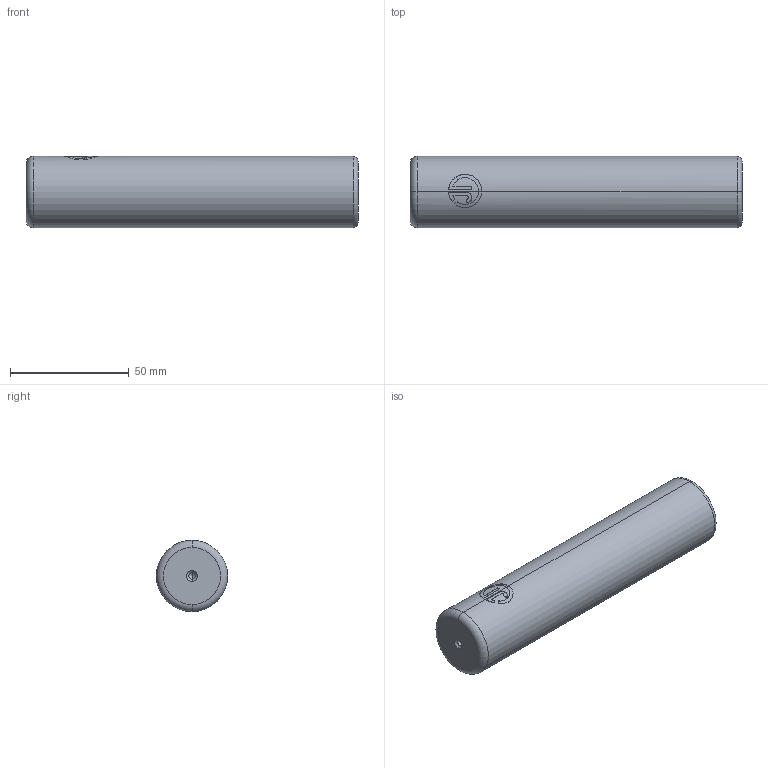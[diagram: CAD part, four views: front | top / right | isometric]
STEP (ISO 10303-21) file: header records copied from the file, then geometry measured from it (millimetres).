
FILE_DESCRIPTION (( 'STEP AP214' ), '1' );
FILE_NAME ('582QM-D30-L140.step', '2021-11-04T03:07:08', ( 'User' ), ( 'china' ), 'SwSTEP 2.0', 'SolidWorks 2016', '' );
FILE_SCHEMA (( 'AUTOMOTIVE_DESIGN' ));
Length unit declared in the file: millimetre
Products named in the file (1): 582QM-D30-L140
Bounding box: 140 x 30 x 30 mm (x, y, z)
Volume: 98667.5 mm3; surface area: 14450.3 mm2
Topology: 1 solids, 1 shells, 35 faces, 88 edges, 55 vertices
Faces by surface type: cylinder 17, plane 10, cone 4, torus 4
Entity records: 1402 total; most frequent: CARTESIAN_POINT 579, ORIENTED_EDGE 172, DIRECTION 152, EDGE_CURVE 86, AXIS2_PLACEMENT_3D 58, VERTEX_POINT 55, EDGE_LOOP 37, VECTOR 36
